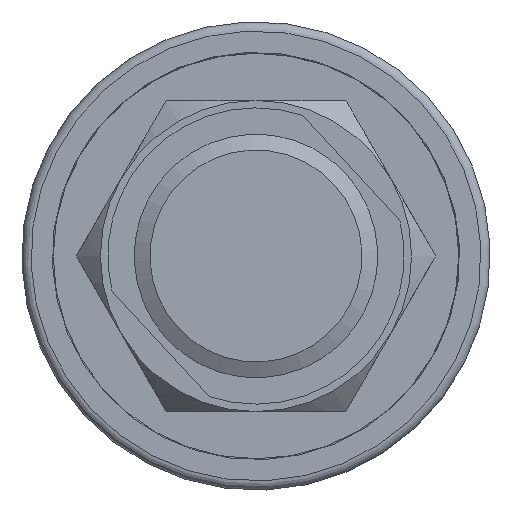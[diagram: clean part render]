
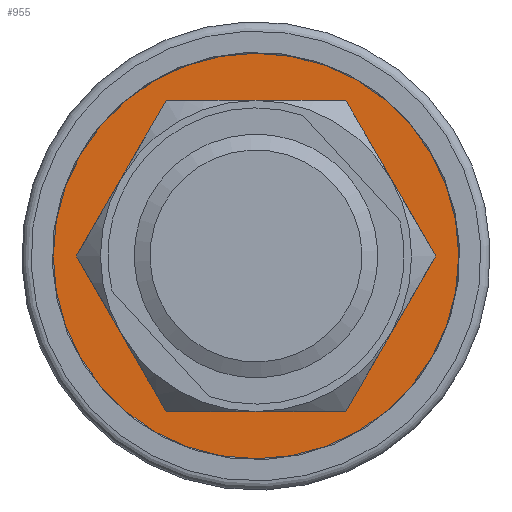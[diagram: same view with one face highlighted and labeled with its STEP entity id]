
A CAD part, left-side view. The second image highlights one B-rep face of the part: STEP entity #955.
In plain terms, the highlighted planar face has unit normal (-1, 0, 0).
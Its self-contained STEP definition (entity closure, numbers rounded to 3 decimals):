
#797=CARTESIAN_POINT('',(12.8,3.762,10.283));
#798=VERTEX_POINT('',#797);
#799=CARTESIAN_POINT('',(12.8,0.0,0.0));
#800=DIRECTION('',(1.0,0.0,0.0));
#801=DIRECTION('',(0.0,1.0,0.0));
#802=AXIS2_PLACEMENT_3D('',#799,#800,#801);
#803=CIRCLE('',#802,10.95);
#804=EDGE_CURVE('',#798,#798,#803,.T.);
#851=CARTESIAN_POINT('',(12.8,4.85,8.4));
#852=VERTEX_POINT('',#851);
#889=CARTESIAN_POINT('',(12.8,-4.85,8.4));
#890=VERTEX_POINT('',#889);
#897=CARTESIAN_POINT('',(12.8,-4.85,8.4));
#898=DIRECTION('',(0.0,1.0,0.0));
#899=VECTOR('',#898,9.699);
#900=LINE('',#897,#899);
#901=EDGE_CURVE('',#890,#852,#900,.T.);
#906=CARTESIAN_POINT('',(12.8,10.384,0.0));
#907=DIRECTION('',(-1.0,0.0,0.0));
#908=DIRECTION('',(0.0,0.0,1.0));
#909=AXIS2_PLACEMENT_3D('',#906,#907,#908);
#910=PLANE('',#909);
#911=ORIENTED_EDGE('',*,*,#804,.F.);
#912=EDGE_LOOP('',(#911));
#913=FACE_OUTER_BOUND('',#912,.T.);
#914=ORIENTED_EDGE('',*,*,#901,.F.);
#915=CARTESIAN_POINT('',(12.8,-9.699,0.));
#916=VERTEX_POINT('',#915);
#917=CARTESIAN_POINT('',(12.8,-9.699,0.));
#918=DIRECTION('',(0.0,0.5,0.866));
#919=VECTOR('',#918,9.699);
#920=LINE('',#917,#919);
#921=EDGE_CURVE('',#916,#890,#920,.T.);
#922=ORIENTED_EDGE('',*,*,#921,.F.);
#923=CARTESIAN_POINT('',(12.8,-4.85,-8.4));
#924=VERTEX_POINT('',#923);
#925=CARTESIAN_POINT('',(12.8,-4.85,-8.4));
#926=DIRECTION('',(0.0,-0.5,0.866));
#927=VECTOR('',#926,9.699);
#928=LINE('',#925,#927);
#929=EDGE_CURVE('',#924,#916,#928,.T.);
#930=ORIENTED_EDGE('',*,*,#929,.F.);
#931=CARTESIAN_POINT('',(12.8,4.85,-8.4));
#932=VERTEX_POINT('',#931);
#933=CARTESIAN_POINT('',(12.8,4.85,-8.4));
#934=DIRECTION('',(0.0,-1.0,0.0));
#935=VECTOR('',#934,9.699);
#936=LINE('',#933,#935);
#937=EDGE_CURVE('',#932,#924,#936,.T.);
#938=ORIENTED_EDGE('',*,*,#937,.F.);
#939=CARTESIAN_POINT('',(12.8,9.699,0.));
#940=VERTEX_POINT('',#939);
#941=CARTESIAN_POINT('',(12.8,9.699,0.));
#942=DIRECTION('',(0.0,-0.5,-0.866));
#943=VECTOR('',#942,9.699);
#944=LINE('',#941,#943);
#945=EDGE_CURVE('',#940,#932,#944,.T.);
#946=ORIENTED_EDGE('',*,*,#945,.F.);
#947=CARTESIAN_POINT('',(12.8,4.85,8.4));
#948=DIRECTION('',(0.0,0.5,-0.866));
#949=VECTOR('',#948,9.699);
#950=LINE('',#947,#949);
#951=EDGE_CURVE('',#852,#940,#950,.T.);
#952=ORIENTED_EDGE('',*,*,#951,.F.);
#953=EDGE_LOOP('',(#914,#922,#930,#938,#946,#952));
#954=FACE_BOUND('',#953,.T.);
#955=ADVANCED_FACE('',(#913,#954),#910,.T.);
